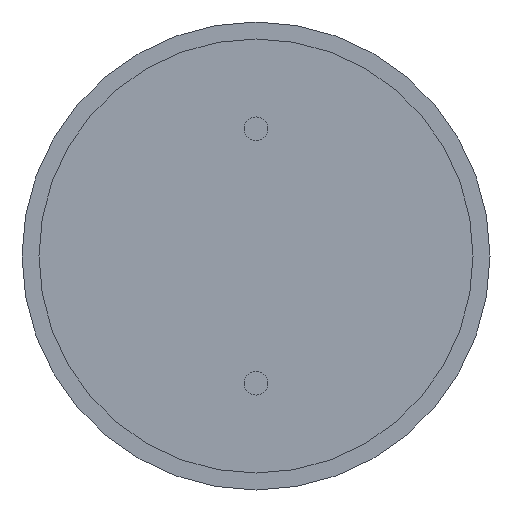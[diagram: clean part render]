
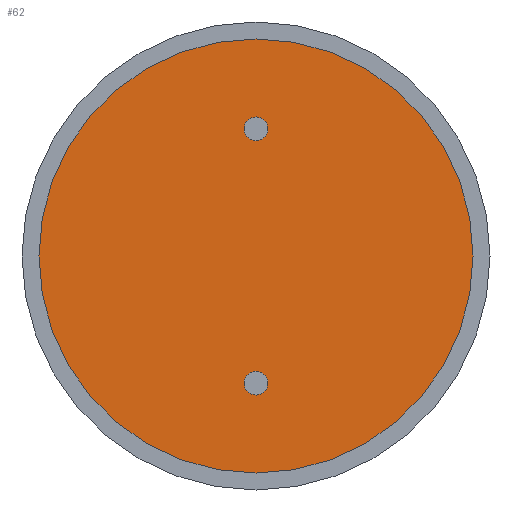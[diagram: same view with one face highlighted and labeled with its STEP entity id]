
A CAD part, front view. The second image highlights one B-rep face of the part: STEP entity #62.
In plain terms, the highlighted planar face has unit normal (0, -1, 0).
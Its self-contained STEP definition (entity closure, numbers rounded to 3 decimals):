
#10 = CIRCLE ( 'NONE', #278, 0.35 ) ;
#28 = DIRECTION ( 'NONE',  ( 0., 0., -1. ) ) ;
#62 = ADVANCED_FACE ( 'NONE', ( #848, #856, #877 ), #890, .T. ) ;
#75 = CARTESIAN_POINT ( 'NONE',  ( 0., 0.5, -3.75 ) ) ;
#86 = EDGE_CURVE ( 'NONE', #732, #231, #808, .T. ) ;
#87 = EDGE_LOOP ( 'NONE', ( #598, #585 ) ) ;
#124 = VERTEX_POINT ( 'NONE', #634 ) ;
#167 = DIRECTION ( 'NONE',  ( 0., -1., 0. ) ) ;
#203 = AXIS2_PLACEMENT_3D ( 'NONE', #75, #167, #850 ) ;
#210 = VERTEX_POINT ( 'NONE', #816 ) ;
#227 = DIRECTION ( 'NONE',  ( 0., 0., 1. ) ) ;
#231 = VERTEX_POINT ( 'NONE', #501 ) ;
#239 = DIRECTION ( 'NONE',  ( 0., -1., 0. ) ) ;
#269 = DIRECTION ( 'NONE',  ( 0., -1., 0. ) ) ;
#278 = AXIS2_PLACEMENT_3D ( 'NONE', #539, #239, #656 ) ;
#281 = AXIS2_PLACEMENT_3D ( 'NONE', #392, #723, #853 ) ;
#305 = DIRECTION ( 'NONE',  ( 0., -1., 0. ) ) ;
#323 = AXIS2_PLACEMENT_3D ( 'NONE', #551, #305, #227 ) ;
#337 = ORIENTED_EDGE ( 'NONE', *, *, #86, .F. ) ;
#340 = ORIENTED_EDGE ( 'NONE', *, *, #719, .F. ) ;
#343 = ORIENTED_EDGE ( 'NONE', *, *, #431, .T. ) ;
#392 = CARTESIAN_POINT ( 'NONE',  ( 0., 0.5, 0. ) ) ;
#401 = CIRCLE ( 'NONE', #323, 0.35 ) ;
#415 = EDGE_LOOP ( 'NONE', ( #337, #340 ) ) ;
#431 = EDGE_CURVE ( 'NONE', #899, #728, #760, .T. ) ;
#433 = DIRECTION ( 'NONE',  ( 0., 0., -1. ) ) ;
#475 = AXIS2_PLACEMENT_3D ( 'NONE', #623, #269, #878 ) ;
#480 = ORIENTED_EDGE ( 'NONE', *, *, #710, .T. ) ;
#501 = CARTESIAN_POINT ( 'NONE',  ( 0., 0.5, 3.4 ) ) ;
#505 = DIRECTION ( 'NONE',  ( 0., -1., 0. ) ) ;
#524 = AXIS2_PLACEMENT_3D ( 'NONE', #868, #505, #28 ) ;
#535 = CARTESIAN_POINT ( 'NONE',  ( 0., 0.5, -6.4 ) ) ;
#539 = CARTESIAN_POINT ( 'NONE',  ( 0., 0.5, 3.75 ) ) ;
#551 = CARTESIAN_POINT ( 'NONE',  ( 0., 0.5, -3.75 ) ) ;
#585 = ORIENTED_EDGE ( 'NONE', *, *, #822, .F. ) ;
#598 = ORIENTED_EDGE ( 'NONE', *, *, #702, .F. ) ;
#623 = CARTESIAN_POINT ( 'NONE',  ( 0., 0.5, 0. ) ) ;
#634 = CARTESIAN_POINT ( 'NONE',  ( 0., 0.5, -3.4 ) ) ;
#641 = CARTESIAN_POINT ( 'NONE',  ( 0., 0.5, 3.75 ) ) ;
#656 = DIRECTION ( 'NONE',  ( 0., 0., -1. ) ) ;
#660 = CARTESIAN_POINT ( 'NONE',  ( 0., 0.5, 6.4 ) ) ;
#702 = EDGE_CURVE ( 'NONE', #124, #210, #401, .T. ) ;
#710 = EDGE_CURVE ( 'NONE', #728, #899, #750, .T. ) ;
#719 = EDGE_CURVE ( 'NONE', #231, #732, #10, .T. ) ;
#723 = DIRECTION ( 'NONE',  ( 0., -1., 0. ) ) ;
#728 = VERTEX_POINT ( 'NONE', #535 ) ;
#732 = VERTEX_POINT ( 'NONE', #782 ) ;
#750 = CIRCLE ( 'NONE', #281, 6.4 ) ;
#760 = CIRCLE ( 'NONE', #475, 6.4 ) ;
#781 = EDGE_LOOP ( 'NONE', ( #480, #343 ) ) ;
#782 = CARTESIAN_POINT ( 'NONE',  ( 0., 0.5, 4.1 ) ) ;
#800 = AXIS2_PLACEMENT_3D ( 'NONE', #641, #873, #433 ) ;
#804 = CIRCLE ( 'NONE', #203, 0.35 ) ;
#808 = CIRCLE ( 'NONE', #800, 0.35 ) ;
#816 = CARTESIAN_POINT ( 'NONE',  ( 0., 0.5, -4.1 ) ) ;
#822 = EDGE_CURVE ( 'NONE', #210, #124, #804, .T. ) ;
#848 = FACE_BOUND ( 'NONE', #415, .T. ) ;
#850 = DIRECTION ( 'NONE',  ( 0., 0., 1. ) ) ;
#853 = DIRECTION ( 'NONE',  ( 0., 0., -1. ) ) ;
#856 = FACE_OUTER_BOUND ( 'NONE', #781, .T. ) ;
#868 = CARTESIAN_POINT ( 'NONE',  ( 6.4, 0.5, 0. ) ) ;
#873 = DIRECTION ( 'NONE',  ( 0., -1., 0. ) ) ;
#877 = FACE_BOUND ( 'NONE', #87, .T. ) ;
#878 = DIRECTION ( 'NONE',  ( 0., 0., -1. ) ) ;
#890 = PLANE ( 'NONE',  #524 ) ;
#899 = VERTEX_POINT ( 'NONE', #660 ) ;
